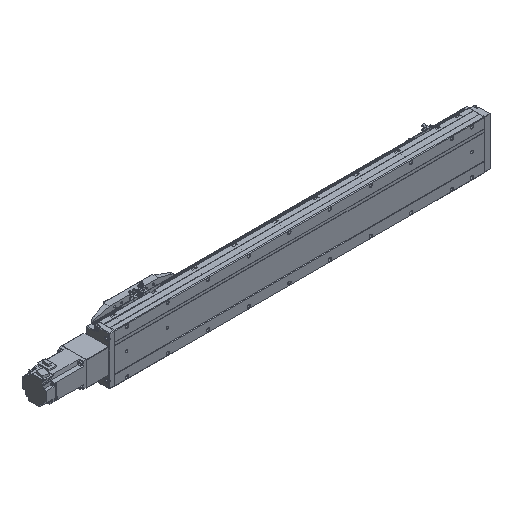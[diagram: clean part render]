
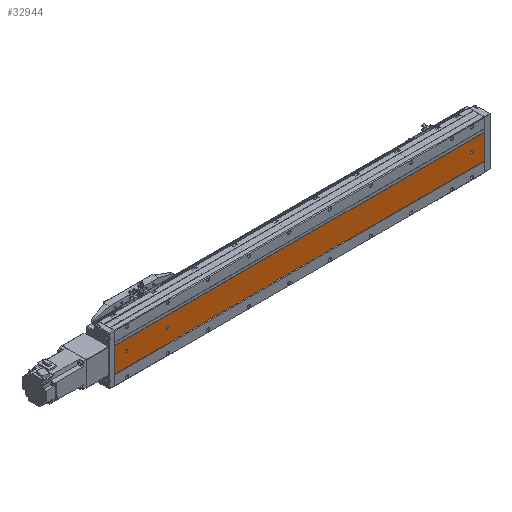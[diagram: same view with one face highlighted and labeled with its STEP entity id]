
A CAD part, isometric view. The second image highlights one B-rep face of the part: STEP entity #32944.
In plain terms, the highlighted planar face has unit normal (0, -1, 0).
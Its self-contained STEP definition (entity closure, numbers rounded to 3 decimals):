
#1298 = EDGE_CURVE ( 'NONE', #38381, #4318, #2063, .T. ) ;
#1677 = CARTESIAN_POINT ( 'NONE',  ( 879., 1., 3. ) ) ;
#2063 = CIRCLE ( 'NONE', #33985, 3. ) ;
#2520 = LINE ( 'NONE', #37174, #26700 ) ;
#2833 = CARTESIAN_POINT ( 'NONE',  ( 0., 1., -34. ) ) ;
#2855 = CARTESIAN_POINT ( 'NONE',  ( 879., 1., 0. ) ) ;
#3489 = VECTOR ( 'NONE', #29083, 1000. ) ;
#3663 = EDGE_CURVE ( 'NONE', #38554, #38381, #39252, .T. ) ;
#3701 = CARTESIAN_POINT ( 'NONE',  ( 911., 1., 26.542 ) ) ;
#3797 = VECTOR ( 'NONE', #19465, 1000. ) ;
#3873 = EDGE_CURVE ( 'NONE', #30037, #19895, #5045, .T. ) ;
#4161 = EDGE_CURVE ( 'NONE', #15765, #30037, #30855, .T. ) ;
#4318 = VERTEX_POINT ( 'NONE', #45504 ) ;
#4787 = CIRCLE ( 'NONE', #5502, 3. ) ;
#5013 = PLANE ( 'NONE',  #18390 ) ;
#5045 = LINE ( 'NONE', #12469, #10501 ) ;
#5120 = LINE ( 'NONE', #7916, #3489 ) ;
#5502 = AXIS2_PLACEMENT_3D ( 'NONE', #6964, #13939, #28134 ) ;
#6251 = DIRECTION ( 'NONE',  ( 0., 0., 1. ) ) ;
#6267 = EDGE_CURVE ( 'NONE', #23577, #38554, #21609, .T. ) ;
#6964 = CARTESIAN_POINT ( 'NONE',  ( 30., 1., 0. ) ) ;
#7916 = CARTESIAN_POINT ( 'NONE',  ( 0., 1., 26.542 ) ) ;
#8510 = ORIENTED_EDGE ( 'NONE', *, *, #6267, .F. ) ;
#8720 = CARTESIAN_POINT ( 'NONE',  ( 911., 1., 26.542 ) ) ;
#8774 = CARTESIAN_POINT ( 'NONE',  ( 911., 1., -34. ) ) ;
#8905 = ORIENTED_EDGE ( 'NONE', *, *, #35206, .T. ) ;
#10398 = EDGE_CURVE ( 'NONE', #4318, #23577, #2520, .T. ) ;
#10501 = VECTOR ( 'NONE', #19222, 1000. ) ;
#11714 = DIRECTION ( 'NONE',  ( 0., 0., 1. ) ) ;
#12004 = DIRECTION ( 'NONE',  ( 0., 0., 1. ) ) ;
#12469 = CARTESIAN_POINT ( 'NONE',  ( 911., 1., -34. ) ) ;
#13227 = CARTESIAN_POINT ( 'NONE',  ( 30., 1., 0. ) ) ;
#13438 = AXIS2_PLACEMENT_3D ( 'NONE', #2855, #41903, #23991 ) ;
#13939 = DIRECTION ( 'NONE',  ( 0., -1., 0. ) ) ;
#13981 = ORIENTED_EDGE ( 'NONE', *, *, #18653, .F. ) ;
#14360 = ORIENTED_EDGE ( 'NONE', *, *, #3663, .F. ) ;
#14473 = VERTEX_POINT ( 'NONE', #14719 ) ;
#14523 = ORIENTED_EDGE ( 'NONE', *, *, #1298, .F. ) ;
#14660 = CARTESIAN_POINT ( 'NONE',  ( 0., 1., 26.542 ) ) ;
#14719 = CARTESIAN_POINT ( 'NONE',  ( 130., 1., -3. ) ) ;
#14803 = CARTESIAN_POINT ( 'NONE',  ( 911., 1., -3. ) ) ;
#15765 = VERTEX_POINT ( 'NONE', #18478 ) ;
#16023 = CIRCLE ( 'NONE', #20492, 3. ) ;
#16330 = CARTESIAN_POINT ( 'NONE',  ( 881., 1., 0. ) ) ;
#16685 = DIRECTION ( 'NONE',  ( -1., 0., 0. ) ) ;
#17265 = CIRCLE ( 'NONE', #43265, 3. ) ;
#17981 = ORIENTED_EDGE ( 'NONE', *, *, #36298, .F. ) ;
#18390 = AXIS2_PLACEMENT_3D ( 'NONE', #8720, #19193, #19873 ) ;
#18478 = CARTESIAN_POINT ( 'NONE',  ( 911., 1., 26.542 ) ) ;
#18653 = EDGE_CURVE ( 'NONE', #37445, #14473, #38187, .T. ) ;
#19193 = DIRECTION ( 'NONE',  ( 0., 1., 0. ) ) ;
#19222 = DIRECTION ( 'NONE',  ( -1., 0., 0. ) ) ;
#19465 = DIRECTION ( 'NONE',  ( 0., 0., -1. ) ) ;
#19873 = DIRECTION ( 'NONE',  ( 1., 0., 0. ) ) ;
#19895 = VERTEX_POINT ( 'NONE', #2833 ) ;
#20345 = EDGE_LOOP ( 'NONE', ( #17981, #13981 ) ) ;
#20369 = EDGE_CURVE ( 'NONE', #37751, #23098, #16023, .T. ) ;
#20492 = AXIS2_PLACEMENT_3D ( 'NONE', #13227, #45786, #6251 ) ;
#21474 = EDGE_CURVE ( 'NONE', #26494, #19895, #5120, .T. ) ;
#21609 = CIRCLE ( 'NONE', #13438, 3. ) ;
#22011 = DIRECTION ( 'NONE',  ( 1., 0., 0. ) ) ;
#22671 = FACE_OUTER_BOUND ( 'NONE', #26839, .T. ) ;
#22713 = ORIENTED_EDGE ( 'NONE', *, *, #4161, .F. ) ;
#22868 = CARTESIAN_POINT ( 'NONE',  ( 881., 1., -3. ) ) ;
#23098 = VERTEX_POINT ( 'NONE', #23653 ) ;
#23339 = ORIENTED_EDGE ( 'NONE', *, *, #39744, .F. ) ;
#23577 = VERTEX_POINT ( 'NONE', #1677 ) ;
#23653 = CARTESIAN_POINT ( 'NONE',  ( 30., 1., 3. ) ) ;
#23703 = CARTESIAN_POINT ( 'NONE',  ( 30., 1., -3. ) ) ;
#23991 = DIRECTION ( 'NONE',  ( 0., 0., 1. ) ) ;
#24001 = CARTESIAN_POINT ( 'NONE',  ( 879., 1., -3. ) ) ;
#24071 = AXIS2_PLACEMENT_3D ( 'NONE', #42895, #28921, #11714 ) ;
#26494 = VERTEX_POINT ( 'NONE', #14660 ) ;
#26700 = VECTOR ( 'NONE', #16685, 1000. ) ;
#26839 = EDGE_LOOP ( 'NONE', ( #35125, #38566, #22713, #8905 ) ) ;
#27718 = DIRECTION ( 'NONE',  ( 0., 0., 1. ) ) ;
#28134 = DIRECTION ( 'NONE',  ( 0., 0., 1. ) ) ;
#28355 = DIRECTION ( 'NONE',  ( -1., 0., 0. ) ) ;
#28921 = DIRECTION ( 'NONE',  ( 0., -1., 0. ) ) ;
#29083 = DIRECTION ( 'NONE',  ( 0., 0., -1. ) ) ;
#29393 = ORIENTED_EDGE ( 'NONE', *, *, #20369, .F. ) ;
#30037 = VERTEX_POINT ( 'NONE', #8774 ) ;
#30341 = FACE_BOUND ( 'NONE', #32682, .T. ) ;
#30752 = DIRECTION ( 'NONE',  ( 0., -1., 0. ) ) ;
#30855 = LINE ( 'NONE', #41786, #3797 ) ;
#32061 = VECTOR ( 'NONE', #28355, 1000. ) ;
#32682 = EDGE_LOOP ( 'NONE', ( #29393, #23339 ) ) ;
#32944 = ADVANCED_FACE ( 'NONE', ( #22671, #30341, #44762, #36873 ), #5013, .F. ) ;
#33178 = ORIENTED_EDGE ( 'NONE', *, *, #10398, .F. ) ;
#33985 = AXIS2_PLACEMENT_3D ( 'NONE', #16330, #45183, #12004 ) ;
#33995 = CARTESIAN_POINT ( 'NONE',  ( 130., 1., 0. ) ) ;
#35125 = ORIENTED_EDGE ( 'NONE', *, *, #21474, .T. ) ;
#35206 = EDGE_CURVE ( 'NONE', #15765, #26494, #38124, .T. ) ;
#36298 = EDGE_CURVE ( 'NONE', #14473, #37445, #17265, .T. ) ;
#36873 = FACE_BOUND ( 'NONE', #44577, .T. ) ;
#37174 = CARTESIAN_POINT ( 'NONE',  ( 911., 1., 3. ) ) ;
#37445 = VERTEX_POINT ( 'NONE', #42837 ) ;
#37751 = VERTEX_POINT ( 'NONE', #23703 ) ;
#38124 = LINE ( 'NONE', #3701, #32061 ) ;
#38187 = CIRCLE ( 'NONE', #24071, 3. ) ;
#38381 = VERTEX_POINT ( 'NONE', #22868 ) ;
#38554 = VERTEX_POINT ( 'NONE', #24001 ) ;
#38566 = ORIENTED_EDGE ( 'NONE', *, *, #3873, .F. ) ;
#39252 = LINE ( 'NONE', #14803, #39413 ) ;
#39413 = VECTOR ( 'NONE', #22011, 1000. ) ;
#39744 = EDGE_CURVE ( 'NONE', #23098, #37751, #4787, .T. ) ;
#41786 = CARTESIAN_POINT ( 'NONE',  ( 911., 1., 26.542 ) ) ;
#41903 = DIRECTION ( 'NONE',  ( 0., -1., 0. ) ) ;
#42837 = CARTESIAN_POINT ( 'NONE',  ( 130., 1., 3. ) ) ;
#42895 = CARTESIAN_POINT ( 'NONE',  ( 130., 1., 0. ) ) ;
#43265 = AXIS2_PLACEMENT_3D ( 'NONE', #33995, #30752, #27718 ) ;
#44577 = EDGE_LOOP ( 'NONE', ( #14360, #8510, #33178, #14523 ) ) ;
#44762 = FACE_BOUND ( 'NONE', #20345, .T. ) ;
#45183 = DIRECTION ( 'NONE',  ( 0., -1., 0. ) ) ;
#45504 = CARTESIAN_POINT ( 'NONE',  ( 881., 1., 3. ) ) ;
#45786 = DIRECTION ( 'NONE',  ( 0., -1., 0. ) ) ;
